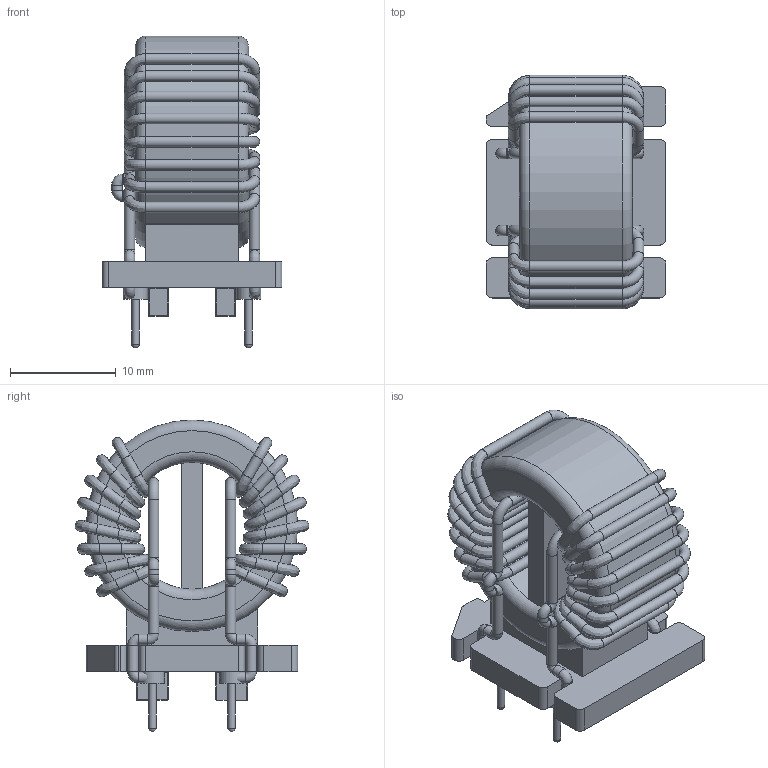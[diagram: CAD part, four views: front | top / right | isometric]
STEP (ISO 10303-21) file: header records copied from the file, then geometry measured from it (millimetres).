
FILE_DESCRIPTION(('FreeCAD Model'),'2;1');
FILE_NAME('Assem1_cp.step', '2019-10-30T15:32:46',('kicad StepUp'),('ksu MCAD'), 'Open CASCADE STEP processor 7.3','FreeCAD','Unknown');
FILE_SCHEMA(('AUTOMOTIVE_DESIGN { 1 0 10303 214 1 1 1 1 }'));
Length unit declared in the file: millimetre
Products named in the file (1): Assem1_cp
Bounding box: 17 x 22.1 x 29.5 mm (x, y, z)
Volume: 3869.1 mm3; surface area: 4998.3 mm2
Topology: 10 solids, 10 shells, 398 faces, 865 edges, 485 vertices
Faces by surface type: cylinder 168, plane 106, torus 76, bspline 32, sphere 16
Full cylindrical faces by diameter (mm): 0.7 x4, 1 x90, 2.3 x4, 12 x1, 20 x1
Entity records: 25405 total; most frequent: CARTESIAN_POINT 14354, DIRECTION 1736, ORIENTED_EDGE 1698, EDGE_CURVE 849, AXIS2_PLACEMENT_3D 723, VERTEX_POINT 485, FACE_BOUND 418, EDGE_LOOP 418
